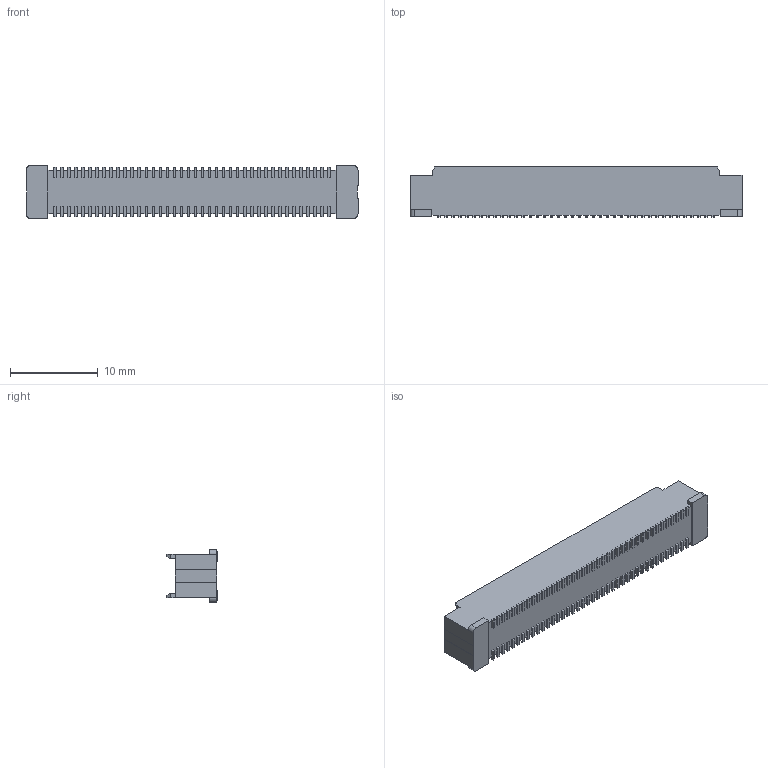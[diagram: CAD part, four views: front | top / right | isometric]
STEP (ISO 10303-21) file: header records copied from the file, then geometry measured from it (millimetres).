
FILE_DESCRIPTION(/* description */ ('STEP AP242','CAx-IF Rec.Pracs.---Representation and Presentation of Product Manufacturing Information (PMI)---4.0---2014-10-13','CAx-IF Rec.Pracs.---3D Tessellated Geometry---0.4---2014-09-14','2;1'),/* implementation_level */ '2;1');
FILE_NAME(/* name */ '65a9b29cc4d07365135395d8',/* time_stamp */ '2024-01-18T23:22:05Z',/* author */ (''),/* organization */ (''),/* preprocessor_version */ 'ST-DEVELOPER v19.4',/* originating_system */ ' ',/* authorisation */ ' ');
FILE_SCHEMA (('AP242_MANAGED_MODEL_BASED_3D_ENGINEERING_MIM_LF { 1 0 10303 442 1 1 4 }'));
Length unit declared in the file: metre
Products named in the file (1): 61083-082X0XXX
Bounding box: 37.8 x 5.7 x 6 mm (x, y, z)
Volume: 631.4 mm3; surface area: 1312.4 mm2
Topology: 1 solids, 1 shells, 969 faces, 2683 edges, 1722 vertices
Faces by surface type: plane 941, cone 16, cylinder 12
Entity records: 30059 total; most frequent: CARTESIAN_POINT 5375, ORIENTED_EDGE 5366, DIRECTION 4663, EDGE_CURVE 2683, LINE 2643, VECTOR 2643, VERTEX_POINT 1722, AXIS2_PLACEMENT_3D 1010
